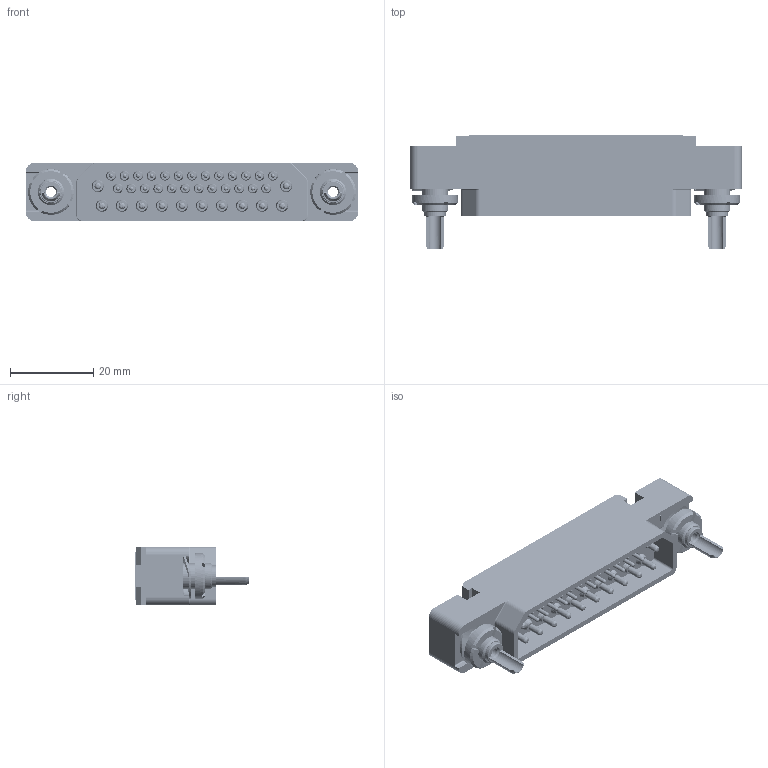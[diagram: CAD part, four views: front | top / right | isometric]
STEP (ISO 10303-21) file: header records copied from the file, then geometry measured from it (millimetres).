
FILE_DESCRIPTION((''),'2;1');
FILE_NAME('1900ND09P2B00E','2020-08-03T',('presta_be4'),(''),'CREO PARAMETRIC BY PTC INC, 2018360','CREO PARAMETRIC BY PTC INC, 2018360','');
FILE_SCHEMA(('CONFIG_CONTROL_DESIGN'));
Products named in the file (1): 1900ND09P2B00E
Bounding box: 80 x 27.55 x 14 mm (x, y, z)
Volume: 12799.6 mm3; surface area: 20711.9 mm2
Topology: 15 solids, 15 shells, 5233 faces, 14094 edges, 8813 vertices
Faces by surface type: plane 2153, cylinder 1320, cone 1124, torus 536, sphere 50, extrusion 26, bspline 24
Entity records: 177010 total; most frequent: CARTESIAN_POINT 46425, ORIENTED_EDGE 28032, DIRECTION 26919, EDGE_CURVE 14016, AXIS2_PLACEMENT_3D 10238, VERTEX_POINT 8813, VECTOR 6443, LINE 6417
